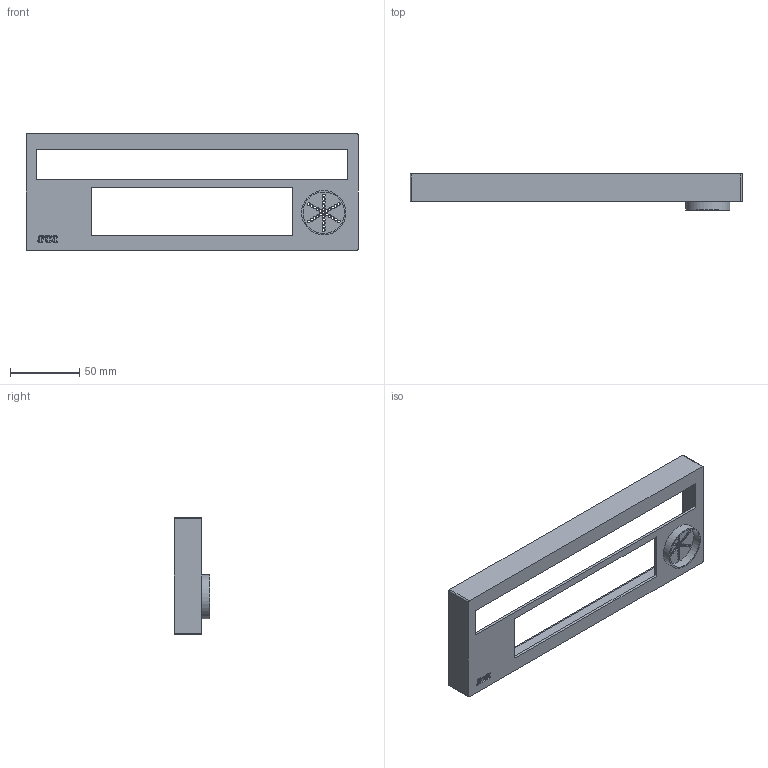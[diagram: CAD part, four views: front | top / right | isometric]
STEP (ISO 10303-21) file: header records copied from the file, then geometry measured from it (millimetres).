
FILE_DESCRIPTION (( 'STEP AP214' ), '1' );
FILE_NAME ('Mirko_gornja_strana.STEP', '2025-08-21T07:56:28', ( '' ), ( '' ), 'SwSTEP 2.0', 'SolidWorks 2020', '' );
FILE_SCHEMA (( 'AUTOMOTIVE_DESIGN' ));
Length unit declared in the file: millimetre
Products named in the file (1): Mirko_gornja_strana
Bounding box: 240 x 26 x 85 mm (x, y, z)
Volume: 43723.9 mm3; surface area: 49735.7 mm2
Topology: 1 solids, 1 shells, 187 faces, 501 edges, 334 vertices
Faces by surface type: plane 127, cylinder 47, bspline 13
Full cylindrical faces by diameter (mm): 2 x31, 30 x2, 32 x2
Entity records: 6498 total; most frequent: CARTESIAN_POINT 1777, ORIENTED_EDGE 932, DIRECTION 884, EDGE_CURVE 466, VECTOR 346, LINE 346, VERTEX_POINT 334, EDGE_LOOP 306
